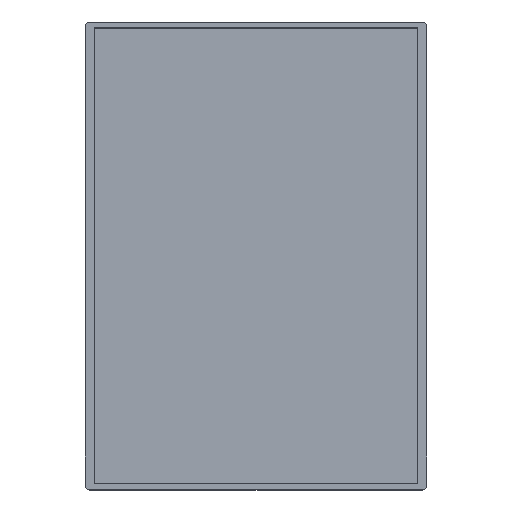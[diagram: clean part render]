
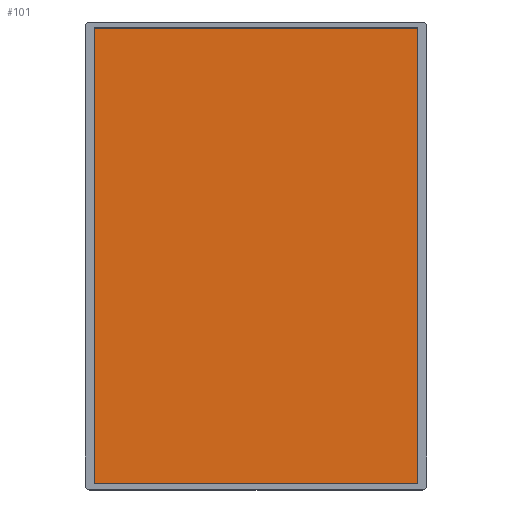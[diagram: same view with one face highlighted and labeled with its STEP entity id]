
A CAD part, top view. The second image highlights one B-rep face of the part: STEP entity #101.
In plain terms, the highlighted planar face has unit normal (0, 0, 1).
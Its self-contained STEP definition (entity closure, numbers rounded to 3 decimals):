
#42=CARTESIAN_POINT('Vertex',(555.,770.,20.)) ;
#56=CARTESIAN_POINT('Vertex',(15.,770.,20.)) ;
#59=CARTESIAN_POINT('Line Origine',(285.,770.,20.)) ;
#71=CARTESIAN_POINT('Axis2P3D Location',(0.,0.,20.)) ;
#76=CARTESIAN_POINT('Line Origine',(15.,390.,20.)) ;
#80=CARTESIAN_POINT('Vertex',(15.,10.,20.)) ;
#83=CARTESIAN_POINT('Line Origine',(285.,10.,20.)) ;
#87=CARTESIAN_POINT('Vertex',(555.,10.,20.)) ;
#90=CARTESIAN_POINT('Line Origine',(555.,390.,20.)) ;
#61=VECTOR('Line Direction',#60,1.) ;
#78=VECTOR('Line Direction',#77,1.) ;
#85=VECTOR('Line Direction',#84,1.) ;
#92=VECTOR('Line Direction',#91,1.) ;
#60=DIRECTION('Vector Direction',(1.,0.,0.)) ;
#72=DIRECTION('Axis2P3D Direction',(0.,0.,1.)) ;
#73=DIRECTION('Axis2P3D XDirection',(1.,0.,0.)) ;
#77=DIRECTION('Vector Direction',(0.,1.,0.)) ;
#84=DIRECTION('Vector Direction',(-1.,0.,0.)) ;
#91=DIRECTION('Vector Direction',(0.,-1.,0.)) ;
#74=AXIS2_PLACEMENT_3D('Plane Axis2P3D',#71,#72,#73) ;
#62=LINE('Line',#59,#61) ;
#79=LINE('Line',#76,#78) ;
#86=LINE('Line',#83,#85) ;
#93=LINE('Line',#90,#92) ;
#75=PLANE('',#74) ;
#63=EDGE_CURVE('',#43,#57,#62,.F.) ;
#82=EDGE_CURVE('',#57,#81,#79,.F.) ;
#89=EDGE_CURVE('',#81,#88,#86,.F.) ;
#94=EDGE_CURVE('',#88,#43,#93,.F.) ;
#96=ORIENTED_EDGE('',*,*,#63,.T.) ;
#97=ORIENTED_EDGE('',*,*,#82,.T.) ;
#98=ORIENTED_EDGE('',*,*,#89,.T.) ;
#99=ORIENTED_EDGE('',*,*,#94,.T.) ;
#95=EDGE_LOOP('',(#96,#97,#98,#99)) ;
#43=VERTEX_POINT('',#42) ;
#57=VERTEX_POINT('',#56) ;
#81=VERTEX_POINT('',#80) ;
#88=VERTEX_POINT('',#87) ;
#101=ADVANCED_FACE('PartBody',(#100),#75,.T.) ;
#100=FACE_OUTER_BOUND('',#95,.T.) ;
